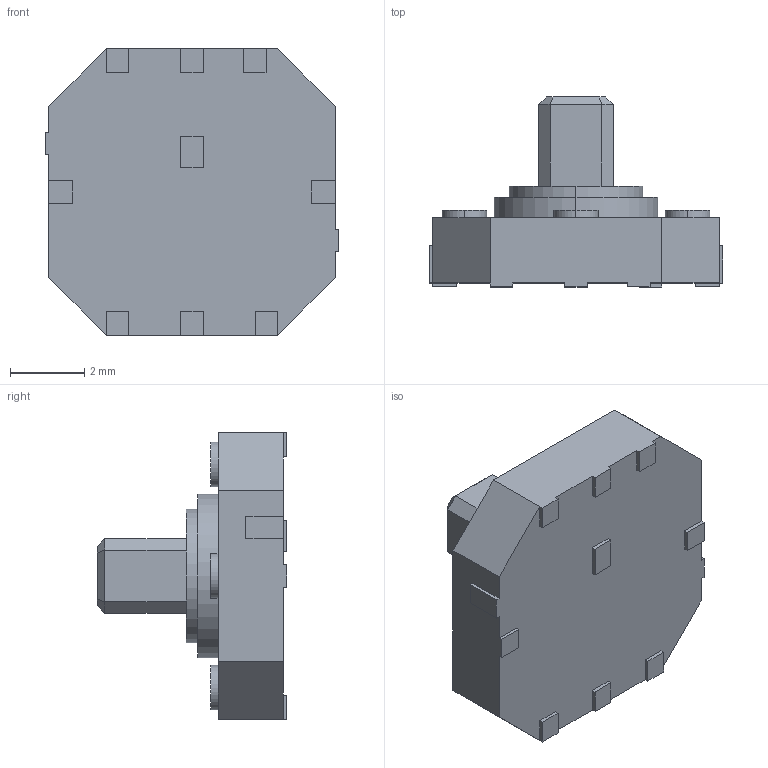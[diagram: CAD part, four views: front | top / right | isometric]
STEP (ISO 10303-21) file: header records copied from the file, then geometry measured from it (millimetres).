
FILE_DESCRIPTION (( 'STEP AP203' ), '1' );
FILE_NAME ('NaviButton3.STEP', '2009-03-06T04:03:23', ( '' ), ( '' ), 'SwSTEP 2.0', 'SolidWorks 2007', '' );
FILE_SCHEMA (( 'CONFIG_CONTROL_DESIGN' ));
Length unit declared in the file: millimetre
Products named in the file (1): NaviButton3
Bounding box: 7.9 x 5.1 x 7.7 mm (x, y, z)
Volume: 117 mm3; surface area: 190.7 mm2
Topology: 1 solids, 1 shells, 93 faces, 235 edges, 153 vertices
Faces by surface type: plane 79, cylinder 14
Entity records: 2826 total; most frequent: CARTESIAN_POINT 482, ORIENTED_EDGE 470, DIRECTION 451, EDGE_CURVE 235, LINE 207, VECTOR 207, VERTEX_POINT 153, AXIS2_PLACEMENT_3D 122
